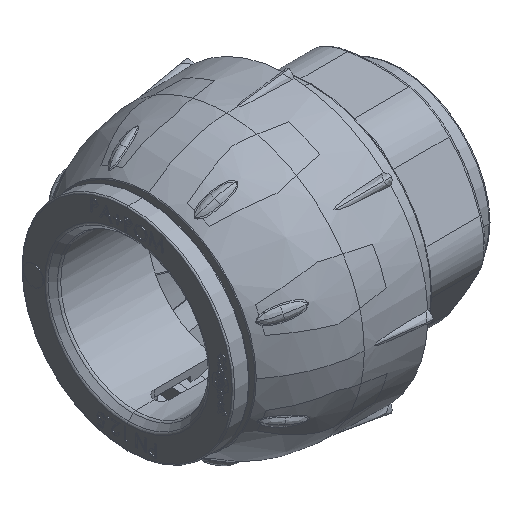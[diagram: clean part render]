
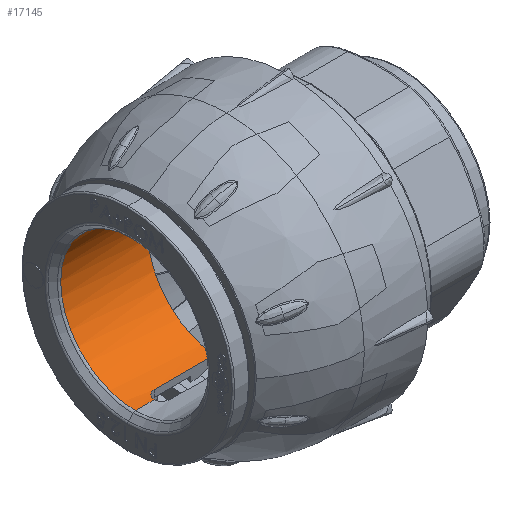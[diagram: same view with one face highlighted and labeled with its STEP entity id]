
A CAD part, isometric view. The second image highlights one B-rep face of the part: STEP entity #17145.
In plain terms, the highlighted cylindrical face has radius 11.25 mm (diameter 22.5 mm), a partial arc.
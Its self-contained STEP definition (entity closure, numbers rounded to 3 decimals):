
#1029 = DIRECTION ( 'NONE',  ( 1., 0., 0. ) ) ;
#2319 = CARTESIAN_POINT ( 'NONE',  ( -4.531, 11.206, -0.999 ) ) ;
#2573 = EDGE_CURVE ( 'NONE', #12898, #7380, #3699, .T. ) ;
#2648 = CARTESIAN_POINT ( 'NONE',  ( -4.207, 11.233, -0.629 ) ) ;
#3699 = B_SPLINE_CURVE_WITH_KNOTS ( 'NONE', 3,
 ( #47078, #17233, #12802, #44157, #2319, #10349, #2648, #47715, #17585, #13795 ),
 .UNSPECIFIED., .F., .F.,
 ( 4, 2, 2, 2, 4 ),
 ( 0., 0., 0.001, 0.001, 0.002 ),
 .UNSPECIFIED. ) ;
#3705 = AXIS2_PLACEMENT_3D ( 'NONE', #39885, #17044, #39543 ) ;
#4504 = VECTOR ( 'NONE', #10873, 1000. ) ;
#4978 = VECTOR ( 'NONE', #42131, 1000. ) ;
#5846 = ORIENTED_EDGE ( 'NONE', *, *, #2573, .F. ) ;
#7134 = VERTEX_POINT ( 'NONE', #17328 ) ;
#7380 = VERTEX_POINT ( 'NONE', #45952 ) ;
#7803 = CARTESIAN_POINT ( 'NONE',  ( -14.3, -11.18, -1.25 ) ) ;
#8519 = CIRCLE ( 'NONE', #42292, 11.25 ) ;
#9573 = CARTESIAN_POINT ( 'NONE',  ( -1.207, -11.25, 0. ) ) ;
#9989 = VERTEX_POINT ( 'NONE', #13365 ) ;
#10349 = CARTESIAN_POINT ( 'NONE',  ( -4.301, 11.224, -0.768 ) ) ;
#10597 = CARTESIAN_POINT ( 'NONE',  ( -5.3, -11.18, -1.25 ) ) ;
#10873 = DIRECTION ( 'NONE',  ( -1., 0., 0. ) ) ;
#12687 = EDGE_LOOP ( 'NONE', ( #29780, #38964, #39874, #22029, #5846, #16512, #26476, #15242 ) ) ;
#12791 = DIRECTION ( 'NONE',  ( 1., 0., 0. ) ) ;
#12802 = CARTESIAN_POINT ( 'NONE',  ( -4.972, 11.184, -1.217 ) ) ;
#12838 = DIRECTION ( 'NONE',  ( 0., 1., 0. ) ) ;
#12898 = VERTEX_POINT ( 'NONE', #17028 ) ;
#13365 = CARTESIAN_POINT ( 'NONE',  ( -14.3, 11.18, -1.25 ) ) ;
#13795 = CARTESIAN_POINT ( 'NONE',  ( -4.05, 11.25, 0. ) ) ;
#14317 = CARTESIAN_POINT ( 'NONE',  ( 0., -11.18, -1.25 ) ) ;
#15242 = ORIENTED_EDGE ( 'NONE', *, *, #35308, .F. ) ;
#16512 = ORIENTED_EDGE ( 'NONE', *, *, #44008, .F. ) ;
#16773 = EDGE_CURVE ( 'NONE', #18419, #42078, #32945, .T. ) ;
#17028 = CARTESIAN_POINT ( 'NONE',  ( -5.3, 11.18, -1.25 ) ) ;
#17044 = DIRECTION ( 'NONE',  ( 1., 0., 0. ) ) ;
#17145 = ADVANCED_FACE ( 'NONE', ( #47865 ), #23845, .F. ) ;
#17233 = CARTESIAN_POINT ( 'NONE',  ( -5.135, 11.18, -1.25 ) ) ;
#17328 = CARTESIAN_POINT ( 'NONE',  ( -1.207, 11.25, 0. ) ) ;
#17585 = CARTESIAN_POINT ( 'NONE',  ( -4.05, 11.25, -0.163 ) ) ;
#18419 = VERTEX_POINT ( 'NONE', #38904 ) ;
#19903 = CARTESIAN_POINT ( 'NONE',  ( 0., -11.25, 0. ) ) ;
#20408 = CARTESIAN_POINT ( 'NONE',  ( 0., 0., 0. ) ) ;
#20946 = CARTESIAN_POINT ( 'NONE',  ( -4.299, -11.224, -0.767 ) ) ;
#22029 = ORIENTED_EDGE ( 'NONE', *, *, #38562, .F. ) ;
#23412 = EDGE_CURVE ( 'NONE', #18419, #34491, #47505, .T. ) ;
#23546 = LINE ( 'NONE', #31220, #25957 ) ;
#23845 = CYLINDRICAL_SURFACE ( 'NONE', #29877, 11.25 ) ;
#24566 = CARTESIAN_POINT ( 'NONE',  ( -4.058, -11.249, -0.164 ) ) ;
#24902 = CARTESIAN_POINT ( 'NONE',  ( -5.135, -11.18, -1.25 ) ) ;
#25957 = VECTOR ( 'NONE', #12791, 1000. ) ;
#26476 = ORIENTED_EDGE ( 'NONE', *, *, #39945, .F. ) ;
#26745 = CARTESIAN_POINT ( 'NONE',  ( 0., 11.25, 0. ) ) ;
#27848 = CARTESIAN_POINT ( 'NONE',  ( -4.114, -11.243, -0.403 ) ) ;
#28013 = CARTESIAN_POINT ( 'NONE',  ( -4.05, -11.25, -0.082 ) ) ;
#28644 = EDGE_CURVE ( 'NONE', #34491, #7134, #8519, .T. ) ;
#29691 = CIRCLE ( 'NONE', #3705, 11.25 ) ;
#29780 = ORIENTED_EDGE ( 'NONE', *, *, #16773, .F. ) ;
#29814 = LINE ( 'NONE', #14317, #4504 ) ;
#29877 = AXIS2_PLACEMENT_3D ( 'NONE', #20408, #39436, #12838 ) ;
#30325 = CARTESIAN_POINT ( 'NONE',  ( -5.3, -11.18, -1.25 ) ) ;
#31220 = CARTESIAN_POINT ( 'NONE',  ( 0., 11.18, -1.25 ) ) ;
#31824 = CARTESIAN_POINT ( 'NONE',  ( -4.532, -11.206, -1. ) ) ;
#32945 = B_SPLINE_CURVE_WITH_KNOTS ( 'NONE', 3,
 ( #46987, #28013, #24566, #43228, #27848, #39626, #20946, #31824, #35729, #47140, #24902, #10597 ),
 .UNSPECIFIED., .F., .F.,
 ( 4, 2, 2, 2, 2, 4 ),
 ( 0.002, 0.002, 0.002, 0.003, 0.003, 0.004 ),
 .UNSPECIFIED. ) ;
#34050 = DIRECTION ( 'NONE',  ( 0., -1., 0. ) ) ;
#34491 = VERTEX_POINT ( 'NONE', #9573 ) ;
#34499 = CARTESIAN_POINT ( 'NONE',  ( -1.207, 0., 0. ) ) ;
#35308 = EDGE_CURVE ( 'NONE', #42078, #41994, #29814, .T. ) ;
#35729 = CARTESIAN_POINT ( 'NONE',  ( -4.67, -11.197, -1.092 ) ) ;
#37554 = VECTOR ( 'NONE', #1029, 1000. ) ;
#38082 = DIRECTION ( 'NONE',  ( 1., 0., 0. ) ) ;
#38562 = EDGE_CURVE ( 'NONE', #7380, #7134, #39667, .T. ) ;
#38904 = CARTESIAN_POINT ( 'NONE',  ( -4.05, -11.25, 0. ) ) ;
#38964 = ORIENTED_EDGE ( 'NONE', *, *, #23412, .T. ) ;
#39436 = DIRECTION ( 'NONE',  ( 1., 0., 0. ) ) ;
#39543 = DIRECTION ( 'NONE',  ( 0., 1., 0. ) ) ;
#39626 = CARTESIAN_POINT ( 'NONE',  ( -4.208, -11.233, -0.63 ) ) ;
#39667 = LINE ( 'NONE', #26745, #4978 ) ;
#39874 = ORIENTED_EDGE ( 'NONE', *, *, #28644, .T. ) ;
#39885 = CARTESIAN_POINT ( 'NONE',  ( -14.3, 0., 0. ) ) ;
#39945 = EDGE_CURVE ( 'NONE', #41994, #9989, #29691, .T. ) ;
#41994 = VERTEX_POINT ( 'NONE', #7803 ) ;
#42078 = VERTEX_POINT ( 'NONE', #30325 ) ;
#42131 = DIRECTION ( 'NONE',  ( 1., 0., 0. ) ) ;
#42292 = AXIS2_PLACEMENT_3D ( 'NONE', #34499, #38082, #34050 ) ;
#43228 = CARTESIAN_POINT ( 'NONE',  ( -4.09, -11.246, -0.325 ) ) ;
#44008 = EDGE_CURVE ( 'NONE', #9989, #12898, #23546, .T. ) ;
#44157 = CARTESIAN_POINT ( 'NONE',  ( -4.67, 11.197, -1.092 ) ) ;
#45952 = CARTESIAN_POINT ( 'NONE',  ( -4.05, 11.25, 0. ) ) ;
#46987 = CARTESIAN_POINT ( 'NONE',  ( -4.05, -11.25, 0. ) ) ;
#47078 = CARTESIAN_POINT ( 'NONE',  ( -5.3, 11.18, -1.25 ) ) ;
#47140 = CARTESIAN_POINT ( 'NONE',  ( -4.972, -11.184, -1.217 ) ) ;
#47505 = LINE ( 'NONE', #19903, #37554 ) ;
#47715 = CARTESIAN_POINT ( 'NONE',  ( -4.083, 11.246, -0.328 ) ) ;
#47865 = FACE_OUTER_BOUND ( 'NONE', #12687, .T. ) ;
